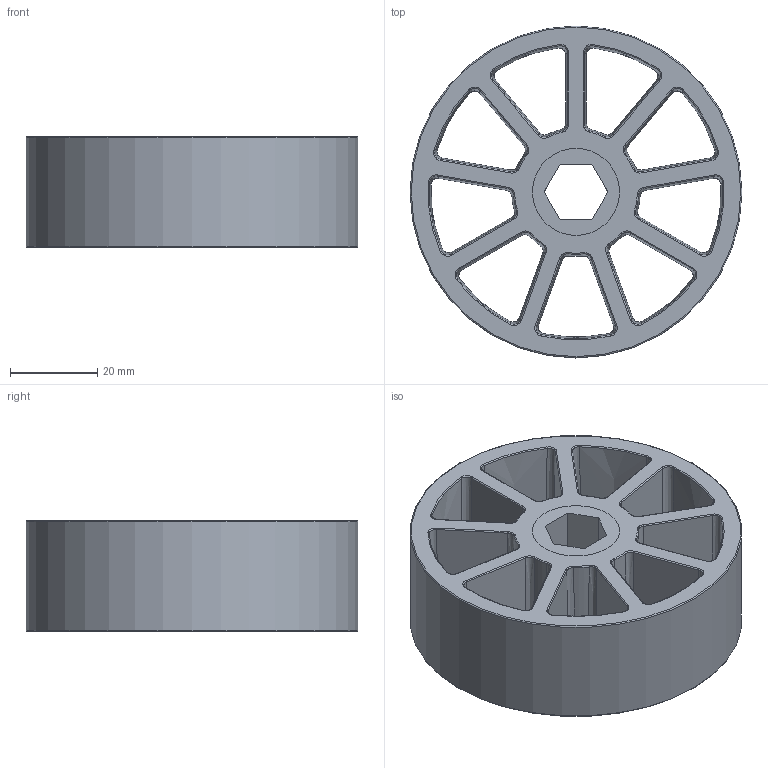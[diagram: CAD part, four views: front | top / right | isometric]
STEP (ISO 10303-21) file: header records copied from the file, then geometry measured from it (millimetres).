
FILE_DESCRIPTION (( 'STEP AP214' ), '1' );
FILE_NAME ('am-3946 3IN 500Hex Molded Compliant Wheel VER 2.STEP', '2018-09-24T20:03:17', ( '' ), ( '' ), 'SwSTEP 2.0', 'SolidWorks 2018', '' );
FILE_SCHEMA (( 'AUTOMOTIVE_DESIGN' ));
Length unit declared in the file: millimetre
Products named in the file (1): am-3946 3IN 500Hex Molded Compliant Wheel VER 2
Bounding box: 76.2 x 76.2 x 25.4 mm (x, y, z)
Volume: 58520.7 mm3; surface area: 28684 mm2
Topology: 2 solids, 2 shells, 231 faces, 535 edges, 308 vertices
Faces by surface type: bspline 108, cylinder 39, torus 38, plane 28, cone 18
Full cylindrical faces by diameter (mm): 20 x2, 76.2 x1
Entity records: 13296 total; most frequent: CARTESIAN_POINT 6182, ORIENTED_EDGE 1060, DIRECTION 786, EDGE_CURVE 530, AXIS2_PLACEMENT_3D 348, VERTEX_POINT 308, EDGE_LOOP 258, FACE_OUTER_BOUND 236
